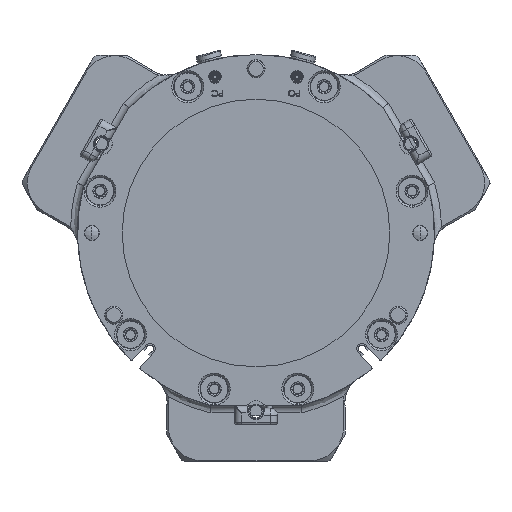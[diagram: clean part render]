
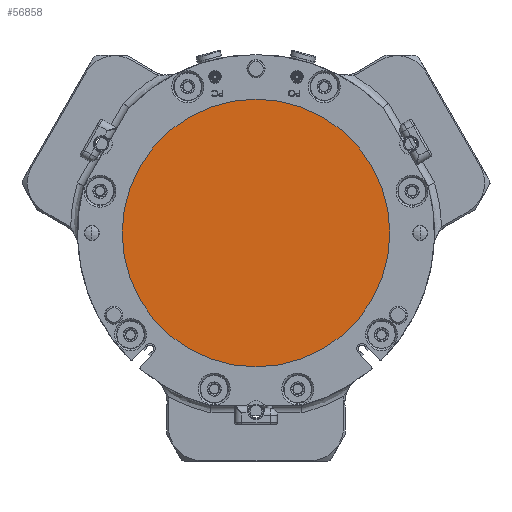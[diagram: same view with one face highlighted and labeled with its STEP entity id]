
A CAD part, front view. The second image highlights one B-rep face of the part: STEP entity #56858.
In plain terms, the highlighted planar face has unit normal (0, -1, 0).
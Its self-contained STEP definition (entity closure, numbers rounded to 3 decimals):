
#547 = DIRECTION ( 'NONE',  ( 0., -1., 0. ) ) ;
#8858 = VERTEX_POINT ( 'NONE', #127569 ) ;
#20709 = ORIENTED_EDGE ( 'NONE', *, *, #71873, .T. ) ;
#37778 = DIRECTION ( 'NONE',  ( 0., -1., 0. ) ) ;
#45249 = ORIENTED_EDGE ( 'NONE', *, *, #118036, .T. ) ;
#48818 = DIRECTION ( 'NONE',  ( 0., 0., -1. ) ) ;
#49273 = FACE_OUTER_BOUND ( 'NONE', #112318, .T. ) ;
#50047 = AXIS2_PLACEMENT_3D ( 'NONE', #50340, #37778, #48818 ) ;
#50340 = CARTESIAN_POINT ( 'NONE',  ( 0., 0.25, 0. ) ) ;
#55030 = CIRCLE ( 'NONE', #65120, 75. ) ;
#56858 = ADVANCED_FACE ( 'NONE', ( #49273 ), #60225, .T. ) ;
#60225 = PLANE ( 'NONE',  #105290 ) ;
#65120 = AXIS2_PLACEMENT_3D ( 'NONE', #96523, #107478, #83232 ) ;
#71873 = EDGE_CURVE ( 'NONE', #97568, #8858, #55030, .T. ) ;
#83232 = DIRECTION ( 'NONE',  ( 0., 0., -1. ) ) ;
#95028 = CARTESIAN_POINT ( 'NONE',  ( 0., 0.25, 75. ) ) ;
#96523 = CARTESIAN_POINT ( 'NONE',  ( 0., 0.25, 0. ) ) ;
#97568 = VERTEX_POINT ( 'NONE', #95028 ) ;
#105290 = AXIS2_PLACEMENT_3D ( 'NONE', #108004, #547, #144072 ) ;
#107478 = DIRECTION ( 'NONE',  ( 0., -1., 0. ) ) ;
#108004 = CARTESIAN_POINT ( 'NONE',  ( 0., 0.25, 0. ) ) ;
#112318 = EDGE_LOOP ( 'NONE', ( #45249, #20709 ) ) ;
#118036 = EDGE_CURVE ( 'NONE', #8858, #97568, #132625, .T. ) ;
#127569 = CARTESIAN_POINT ( 'NONE',  ( 0., 0.25, -75. ) ) ;
#132625 = CIRCLE ( 'NONE', #50047, 75. ) ;
#144072 = DIRECTION ( 'NONE',  ( 0., 0., -1. ) ) ;
